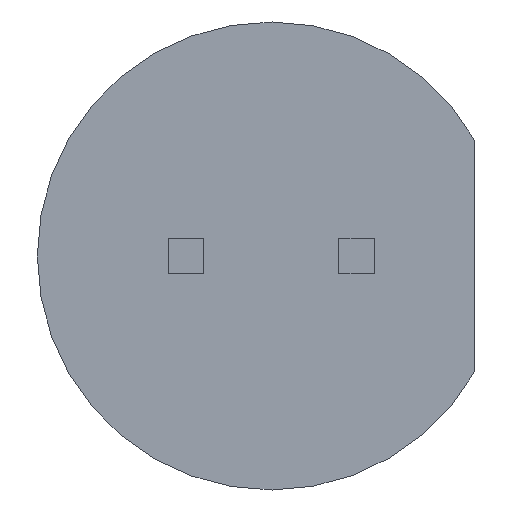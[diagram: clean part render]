
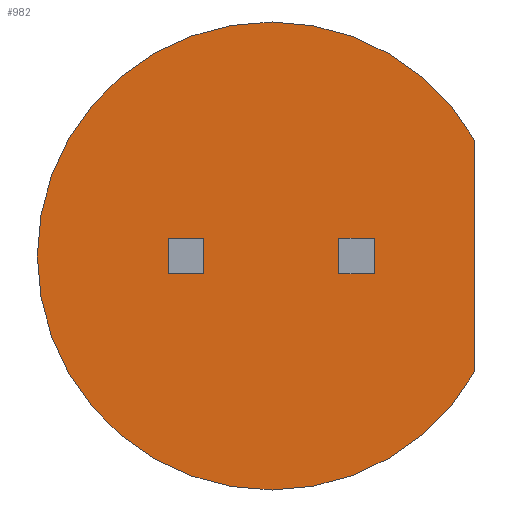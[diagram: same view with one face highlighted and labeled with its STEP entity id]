
A CAD part, front view. The second image highlights one B-rep face of the part: STEP entity #982.
In plain terms, the highlighted planar face has unit normal (0, -1, 0).
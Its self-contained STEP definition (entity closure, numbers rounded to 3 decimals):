
#111=FACE_OUTER_BOUND('',#167,.T.);
#167=EDGE_LOOP('',(#888,#889));
#271=LINE('',#1805,#376);
#376=VECTOR('',#1341,10.);
#400=CIRCLE('',#1081,2.95);
#487=VERTEX_POINT('',#1796);
#488=VERTEX_POINT('',#1797);
#618=EDGE_CURVE('',#487,#488,#400,.T.);
#622=EDGE_CURVE('',#488,#487,#271,.T.);
#888=ORIENTED_EDGE('',*,*,#622,.F.);
#889=ORIENTED_EDGE('',*,*,#618,.F.);
#929=PLANE('',#1085);
#982=ADVANCED_FACE('',(#111),#929,.F.);
#1081=AXIS2_PLACEMENT_3D('',#1798,#1333,#1334);
#1085=AXIS2_PLACEMENT_3D('',#1808,#1345,#1346);
#1333=DIRECTION('center_axis',(0.,1.,0.));
#1334=DIRECTION('ref_axis',(1.,0.,0.));
#1341=DIRECTION('',(0.,0.,-1.));
#1345=DIRECTION('center_axis',(0.,1.,0.));
#1346=DIRECTION('ref_axis',(1.,0.,0.));
#1796=CARTESIAN_POINT('',(2.563,0.,-1.46));
#1797=CARTESIAN_POINT('',(2.563,0.,1.46));
#1798=CARTESIAN_POINT('Origin',(0.,0.,0.));
#1805=CARTESIAN_POINT('',(2.563,0.,1.46));
#1808=CARTESIAN_POINT('Origin',(-0.193,0.,0.));
